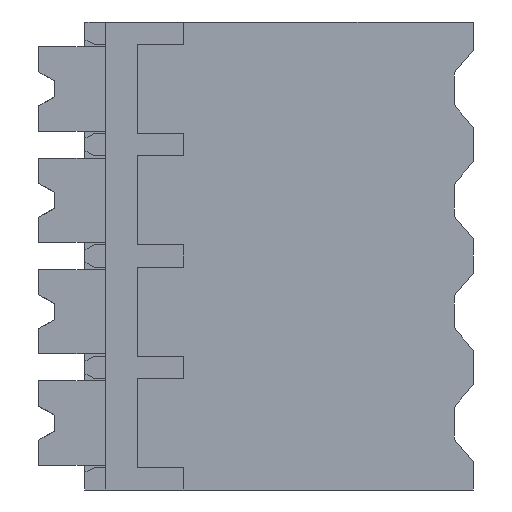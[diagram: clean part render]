
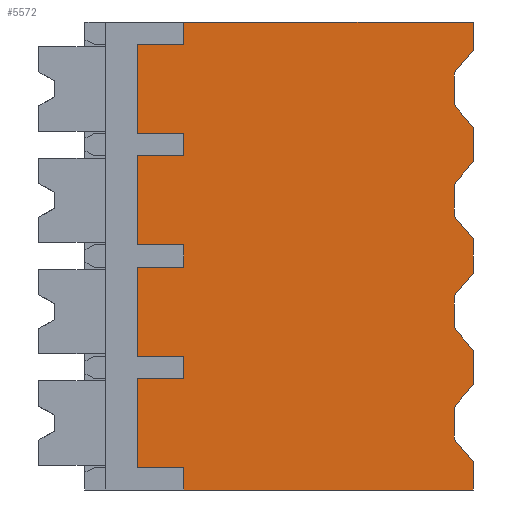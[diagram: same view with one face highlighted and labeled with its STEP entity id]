
A CAD part, left-side view. The second image highlights one B-rep face of the part: STEP entity #5572.
In plain terms, the highlighted planar face has unit normal (-1, 0, 0).
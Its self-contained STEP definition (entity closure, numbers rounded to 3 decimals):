
#50=DIRECTION('',(0.,-1.,0.));
#51=VECTOR('',#50,9.1);
#52=CARTESIAN_POINT('',(0.,9.1,-12.6));
#53=LINE('',#52,#51);
#482=DIRECTION('',(0.,0.643,0.766));
#483=VECTOR('',#482,0.933);
#484=CARTESIAN_POINT('',(0.,0.,-11.715));
#485=LINE('',#484,#483);
#486=DIRECTION('',(0.,0.,1.));
#487=VECTOR('',#486,0.7);
#488=CARTESIAN_POINT('',(0.,9.1,-12.6));
#489=LINE('',#488,#487);
#490=DIRECTION('',(0.,-1.,0.));
#491=VECTOR('',#490,1.45);
#492=CARTESIAN_POINT('',(0.,10.55,-11.9));
#493=LINE('',#492,#491);
#494=DIRECTION('',(0.,0.,-1.));
#495=VECTOR('',#494,2.8);
#496=CARTESIAN_POINT('',(0.,10.55,-9.1));
#497=LINE('',#496,#495);
#498=DIRECTION('',(0.,1.,0.));
#499=VECTOR('',#498,1.45);
#500=CARTESIAN_POINT('',(0.,9.1,-9.1));
#501=LINE('',#500,#499);
#502=DIRECTION('',(0.,0.,1.));
#503=VECTOR('',#502,0.7);
#504=CARTESIAN_POINT('',(0.,9.1,-9.1));
#505=LINE('',#504,#503);
#506=DIRECTION('',(0.,-1.,0.));
#507=VECTOR('',#506,1.45);
#508=CARTESIAN_POINT('',(0.,10.55,-8.4));
#509=LINE('',#508,#507);
#510=DIRECTION('',(0.,0.,-1.));
#511=VECTOR('',#510,2.8);
#512=CARTESIAN_POINT('',(0.,10.55,-5.6));
#513=LINE('',#512,#511);
#514=DIRECTION('',(0.,1.,0.));
#515=VECTOR('',#514,1.45);
#516=CARTESIAN_POINT('',(0.,9.1,-5.6));
#517=LINE('',#516,#515);
#518=DIRECTION('',(0.,0.,1.));
#519=VECTOR('',#518,0.7);
#520=CARTESIAN_POINT('',(0.,9.1,-5.6));
#521=LINE('',#520,#519);
#522=DIRECTION('',(0.,-1.,0.));
#523=VECTOR('',#522,1.45);
#524=CARTESIAN_POINT('',(0.,10.55,-4.9));
#525=LINE('',#524,#523);
#526=DIRECTION('',(0.,0.,-1.));
#527=VECTOR('',#526,2.8);
#528=CARTESIAN_POINT('',(0.,10.55,-2.1));
#529=LINE('',#528,#527);
#530=DIRECTION('',(0.,1.,0.));
#531=VECTOR('',#530,1.45);
#532=CARTESIAN_POINT('',(0.,9.1,-2.1));
#533=LINE('',#532,#531);
#534=DIRECTION('',(0.,0.,1.));
#535=VECTOR('',#534,0.7);
#536=CARTESIAN_POINT('',(0.,9.1,-2.1));
#537=LINE('',#536,#535);
#538=DIRECTION('',(0.,-1.,0.));
#539=VECTOR('',#538,1.45);
#540=CARTESIAN_POINT('',(0.,10.55,-1.4));
#541=LINE('',#540,#539);
#542=DIRECTION('',(0.,0.,-1.));
#543=VECTOR('',#542,2.8);
#544=CARTESIAN_POINT('',(0.,10.55,1.4));
#545=LINE('',#544,#543);
#546=DIRECTION('',(0.,1.,0.));
#547=VECTOR('',#546,1.45);
#548=CARTESIAN_POINT('',(0.,9.1,1.4));
#549=LINE('',#548,#547);
#550=DIRECTION('',(0.,0.,1.));
#551=VECTOR('',#550,0.7);
#552=CARTESIAN_POINT('',(0.,9.1,1.4));
#553=LINE('',#552,#551);
#554=DIRECTION('',(0.,-0.643,0.766));
#555=VECTOR('',#554,0.933);
#556=CARTESIAN_POINT('',(0.,0.6,0.5));
#557=LINE('',#556,#555);
#558=DIRECTION('',(0.,0.,1.));
#559=VECTOR('',#558,1.);
#560=CARTESIAN_POINT('',(0.,0.6,-0.5));
#561=LINE('',#560,#559);
#562=DIRECTION('',(0.,0.643,0.766));
#563=VECTOR('',#562,0.933);
#564=CARTESIAN_POINT('',(0.,0.,-1.215));
#565=LINE('',#564,#563);
#566=DIRECTION('',(0.,-0.643,0.766));
#567=VECTOR('',#566,0.933);
#568=CARTESIAN_POINT('',(0.,0.6,-3.));
#569=LINE('',#568,#567);
#570=DIRECTION('',(0.,0.,1.));
#571=VECTOR('',#570,1.);
#572=CARTESIAN_POINT('',(0.,0.6,-4.));
#573=LINE('',#572,#571);
#574=DIRECTION('',(0.,0.643,0.766));
#575=VECTOR('',#574,0.933);
#576=CARTESIAN_POINT('',(0.,0.,-4.715));
#577=LINE('',#576,#575);
#578=DIRECTION('',(0.,-0.643,0.766));
#579=VECTOR('',#578,0.933);
#580=CARTESIAN_POINT('',(0.,0.6,-6.5));
#581=LINE('',#580,#579);
#582=DIRECTION('',(0.,0.,1.));
#583=VECTOR('',#582,1.);
#584=CARTESIAN_POINT('',(0.,0.6,-7.5));
#585=LINE('',#584,#583);
#586=DIRECTION('',(0.,0.643,0.766));
#587=VECTOR('',#586,0.933);
#588=CARTESIAN_POINT('',(0.,0.,-8.215));
#589=LINE('',#588,#587);
#590=DIRECTION('',(0.,-0.643,0.766));
#591=VECTOR('',#590,0.933);
#592=CARTESIAN_POINT('',(0.,0.6,-10.));
#593=LINE('',#592,#591);
#594=DIRECTION('',(0.,0.,1.));
#595=VECTOR('',#594,1.);
#596=CARTESIAN_POINT('',(0.,0.6,-11.));
#597=LINE('',#596,#595);
#602=DIRECTION('',(0.,0.,1.));
#603=VECTOR('',#602,0.885);
#604=CARTESIAN_POINT('',(0.,0.,1.215));
#605=LINE('',#604,#603);
#614=DIRECTION('',(0.,0.,1.));
#615=VECTOR('',#614,1.07);
#616=CARTESIAN_POINT('',(0.,0.,-2.285));
#617=LINE('',#616,#615);
#634=DIRECTION('',(0.,0.,1.));
#635=VECTOR('',#634,1.07);
#636=CARTESIAN_POINT('',(0.,0.,-5.785));
#637=LINE('',#636,#635);
#658=DIRECTION('',(0.,0.,1.));
#659=VECTOR('',#658,0.885);
#660=CARTESIAN_POINT('',(0.,0.,-12.6));
#661=LINE('',#660,#659);
#666=DIRECTION('',(0.,0.,1.));
#667=VECTOR('',#666,1.07);
#668=CARTESIAN_POINT('',(0.,0.,-9.285));
#669=LINE('',#668,#667);
#710=DIRECTION('',(0.,-1.,0.));
#711=VECTOR('',#710,9.1);
#712=CARTESIAN_POINT('',(0.,9.1,2.1));
#713=LINE('',#712,#711);
#3889=CARTESIAN_POINT('',(0.,9.1,-12.6));
#3890=VERTEX_POINT('',#3889);
#3891=CARTESIAN_POINT('',(0.,0.,-12.6));
#3892=VERTEX_POINT('',#3891);
#3917=CARTESIAN_POINT('',(0.,9.1,2.1));
#3918=VERTEX_POINT('',#3917);
#3919=CARTESIAN_POINT('',(0.,0.,2.1));
#3920=VERTEX_POINT('',#3919);
#4471=CARTESIAN_POINT('',(0.,10.55,1.4));
#4472=CARTESIAN_POINT('',(0.,10.55,-1.4));
#4473=VERTEX_POINT('',#4471);
#4474=VERTEX_POINT('',#4472);
#4483=CARTESIAN_POINT('',(0.,9.1,-1.4));
#4484=VERTEX_POINT('',#4483);
#4485=CARTESIAN_POINT('',(0.,9.1,1.4));
#4486=VERTEX_POINT('',#4485);
#4487=CARTESIAN_POINT('',(0.,10.55,-2.1));
#4488=CARTESIAN_POINT('',(0.,10.55,-4.9));
#4489=VERTEX_POINT('',#4487);
#4490=VERTEX_POINT('',#4488);
#4499=CARTESIAN_POINT('',(0.,9.1,-4.9));
#4500=VERTEX_POINT('',#4499);
#4501=CARTESIAN_POINT('',(0.,9.1,-2.1));
#4502=VERTEX_POINT('',#4501);
#4503=CARTESIAN_POINT('',(0.,10.55,-5.6));
#4504=CARTESIAN_POINT('',(0.,10.55,-8.4));
#4505=VERTEX_POINT('',#4503);
#4506=VERTEX_POINT('',#4504);
#4515=CARTESIAN_POINT('',(0.,9.1,-8.4));
#4516=VERTEX_POINT('',#4515);
#4517=CARTESIAN_POINT('',(0.,9.1,-5.6));
#4518=VERTEX_POINT('',#4517);
#4519=CARTESIAN_POINT('',(0.,10.55,-9.1));
#4520=CARTESIAN_POINT('',(0.,10.55,-11.9));
#4521=VERTEX_POINT('',#4519);
#4522=VERTEX_POINT('',#4520);
#4531=CARTESIAN_POINT('',(0.,9.1,-11.9));
#4532=VERTEX_POINT('',#4531);
#4533=CARTESIAN_POINT('',(0.,9.1,-9.1));
#4534=VERTEX_POINT('',#4533);
#4695=CARTESIAN_POINT('',(0.,0.,-1.215));
#4696=CARTESIAN_POINT('',(0.,0.6,-0.5));
#4697=VERTEX_POINT('',#4695);
#4698=VERTEX_POINT('',#4696);
#4699=CARTESIAN_POINT('',(0.,0.6,0.5));
#4700=VERTEX_POINT('',#4699);
#4701=CARTESIAN_POINT('',(0.,0.,1.215));
#4702=VERTEX_POINT('',#4701);
#4711=CARTESIAN_POINT('',(0.,0.,-4.715));
#4712=CARTESIAN_POINT('',(0.,0.6,-4.));
#4713=VERTEX_POINT('',#4711);
#4714=VERTEX_POINT('',#4712);
#4715=CARTESIAN_POINT('',(0.,0.6,-3.));
#4716=VERTEX_POINT('',#4715);
#4717=CARTESIAN_POINT('',(0.,0.,-2.285));
#4718=VERTEX_POINT('',#4717);
#4727=CARTESIAN_POINT('',(0.,0.,-8.215));
#4728=CARTESIAN_POINT('',(0.,0.6,-7.5));
#4729=VERTEX_POINT('',#4727);
#4730=VERTEX_POINT('',#4728);
#4731=CARTESIAN_POINT('',(0.,0.6,-6.5));
#4732=VERTEX_POINT('',#4731);
#4733=CARTESIAN_POINT('',(0.,0.,-5.785));
#4734=VERTEX_POINT('',#4733);
#4743=CARTESIAN_POINT('',(0.,0.,-11.715));
#4744=CARTESIAN_POINT('',(0.,0.6,-11.));
#4745=VERTEX_POINT('',#4743);
#4746=VERTEX_POINT('',#4744);
#4747=CARTESIAN_POINT('',(0.,0.6,-10.));
#4748=VERTEX_POINT('',#4747);
#4749=CARTESIAN_POINT('',(0.,0.,-9.285));
#4750=VERTEX_POINT('',#4749);
#5495=CARTESIAN_POINT('',(0.,9.1,-12.6));
#5496=DIRECTION('',(-1.,0.,0.));
#5497=DIRECTION('',(0.,-1.,0.));
#5498=AXIS2_PLACEMENT_3D('',#5495,#5496,#5497);
#5499=PLANE('',#5498);
#5500=ORIENTED_EDGE('',*,*,#5485,.F.);
#5502=ORIENTED_EDGE('',*,*,#5501,.F.);
#5503=ORIENTED_EDGE('',*,*,#5102,.F.);
#5505=ORIENTED_EDGE('',*,*,#5504,.T.);
#5507=ORIENTED_EDGE('',*,*,#5506,.F.);
#5509=ORIENTED_EDGE('',*,*,#5508,.F.);
#5511=ORIENTED_EDGE('',*,*,#5510,.F.);
#5513=ORIENTED_EDGE('',*,*,#5512,.T.);
#5515=ORIENTED_EDGE('',*,*,#5514,.F.);
#5517=ORIENTED_EDGE('',*,*,#5516,.F.);
#5519=ORIENTED_EDGE('',*,*,#5518,.F.);
#5521=ORIENTED_EDGE('',*,*,#5520,.T.);
#5523=ORIENTED_EDGE('',*,*,#5522,.F.);
#5525=ORIENTED_EDGE('',*,*,#5524,.F.);
#5527=ORIENTED_EDGE('',*,*,#5526,.F.);
#5529=ORIENTED_EDGE('',*,*,#5528,.T.);
#5531=ORIENTED_EDGE('',*,*,#5530,.F.);
#5533=ORIENTED_EDGE('',*,*,#5532,.F.);
#5535=ORIENTED_EDGE('',*,*,#5534,.F.);
#5537=ORIENTED_EDGE('',*,*,#5536,.T.);
#5539=ORIENTED_EDGE('',*,*,#5538,.T.);
#5541=ORIENTED_EDGE('',*,*,#5540,.F.);
#5543=ORIENTED_EDGE('',*,*,#5542,.F.);
#5545=ORIENTED_EDGE('',*,*,#5544,.F.);
#5547=ORIENTED_EDGE('',*,*,#5546,.F.);
#5549=ORIENTED_EDGE('',*,*,#5548,.F.);
#5551=ORIENTED_EDGE('',*,*,#5550,.F.);
#5553=ORIENTED_EDGE('',*,*,#5552,.F.);
#5555=ORIENTED_EDGE('',*,*,#5554,.F.);
#5557=ORIENTED_EDGE('',*,*,#5556,.F.);
#5559=ORIENTED_EDGE('',*,*,#5558,.F.);
#5561=ORIENTED_EDGE('',*,*,#5560,.F.);
#5563=ORIENTED_EDGE('',*,*,#5562,.F.);
#5565=ORIENTED_EDGE('',*,*,#5564,.F.);
#5567=ORIENTED_EDGE('',*,*,#5566,.F.);
#5569=ORIENTED_EDGE('',*,*,#5568,.F.);
#5570=EDGE_LOOP('',(#5500,#5502,#5503,#5505,#5507,#5509,#5511,#5513,#5515,#5517,
#5519,#5521,#5523,#5525,#5527,#5529,#5531,#5533,#5535,#5537,#5539,#5541,#5543,
#5545,#5547,#5549,#5551,#5553,#5555,#5557,#5559,#5561,#5563,#5565,#5567,#5569));
#5571=FACE_OUTER_BOUND('',#5570,.F.);
#5102=EDGE_CURVE('',#3890,#3892,#53,.T.);
#5485=EDGE_CURVE('',#4745,#4746,#485,.T.);
#5501=EDGE_CURVE('',#3892,#4745,#661,.T.);
#5504=EDGE_CURVE('',#3890,#4532,#489,.T.);
#5506=EDGE_CURVE('',#4522,#4532,#493,.T.);
#5508=EDGE_CURVE('',#4521,#4522,#497,.T.);
#5510=EDGE_CURVE('',#4534,#4521,#501,.T.);
#5512=EDGE_CURVE('',#4534,#4516,#505,.T.);
#5514=EDGE_CURVE('',#4506,#4516,#509,.T.);
#5516=EDGE_CURVE('',#4505,#4506,#513,.T.);
#5518=EDGE_CURVE('',#4518,#4505,#517,.T.);
#5520=EDGE_CURVE('',#4518,#4500,#521,.T.);
#5522=EDGE_CURVE('',#4490,#4500,#525,.T.);
#5524=EDGE_CURVE('',#4489,#4490,#529,.T.);
#5526=EDGE_CURVE('',#4502,#4489,#533,.T.);
#5528=EDGE_CURVE('',#4502,#4484,#537,.T.);
#5530=EDGE_CURVE('',#4474,#4484,#541,.T.);
#5532=EDGE_CURVE('',#4473,#4474,#545,.T.);
#5534=EDGE_CURVE('',#4486,#4473,#549,.T.);
#5536=EDGE_CURVE('',#4486,#3918,#553,.T.);
#5538=EDGE_CURVE('',#3918,#3920,#713,.T.);
#5540=EDGE_CURVE('',#4702,#3920,#605,.T.);
#5542=EDGE_CURVE('',#4700,#4702,#557,.T.);
#5544=EDGE_CURVE('',#4698,#4700,#561,.T.);
#5546=EDGE_CURVE('',#4697,#4698,#565,.T.);
#5548=EDGE_CURVE('',#4718,#4697,#617,.T.);
#5550=EDGE_CURVE('',#4716,#4718,#569,.T.);
#5552=EDGE_CURVE('',#4714,#4716,#573,.T.);
#5554=EDGE_CURVE('',#4713,#4714,#577,.T.);
#5556=EDGE_CURVE('',#4734,#4713,#637,.T.);
#5558=EDGE_CURVE('',#4732,#4734,#581,.T.);
#5560=EDGE_CURVE('',#4730,#4732,#585,.T.);
#5562=EDGE_CURVE('',#4729,#4730,#589,.T.);
#5564=EDGE_CURVE('',#4750,#4729,#669,.T.);
#5566=EDGE_CURVE('',#4748,#4750,#593,.T.);
#5568=EDGE_CURVE('',#4746,#4748,#597,.T.);
#5572=ADVANCED_FACE('',(#5571),#5499,.T.);
